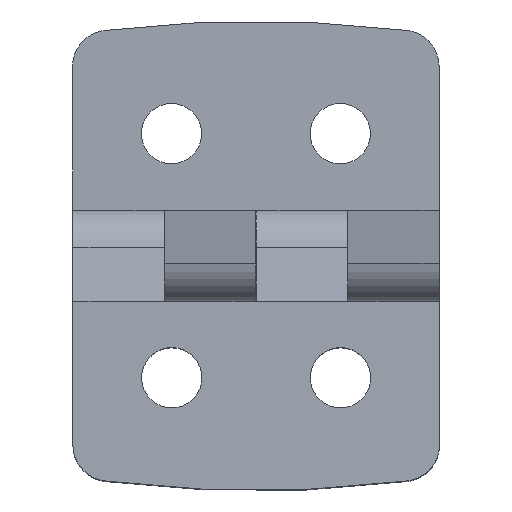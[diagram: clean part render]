
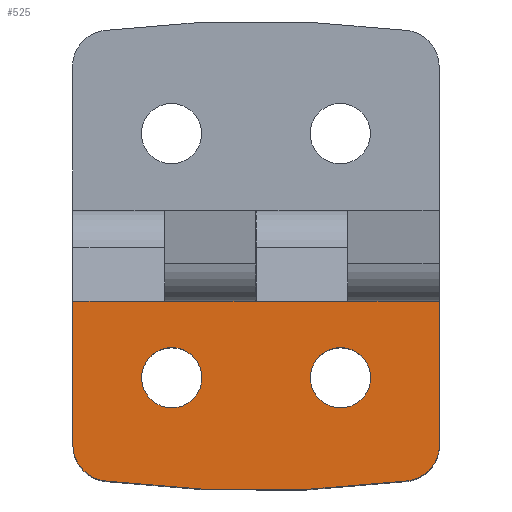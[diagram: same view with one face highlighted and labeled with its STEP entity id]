
A CAD part, front view. The second image highlights one B-rep face of the part: STEP entity #525.
In plain terms, the highlighted face is planar.
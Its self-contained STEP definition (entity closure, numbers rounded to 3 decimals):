
#51=FACE_BOUND('',#141,.T.);
#52=FACE_BOUND('',#142,.T.);
#66=CIRCLE('',#625,3.);
#69=CIRCLE('',#629,100.);
#73=CIRCLE('',#635,3.);
#74=CIRCLE('',#637,2.5);
#75=CIRCLE('',#638,2.5);
#105=FACE_OUTER_BOUND('',#140,.T.);
#140=EDGE_LOOP('',(#440,#441,#442,#443,#444,#445,#446,#447,#448));
#141=EDGE_LOOP('',(#449));
#142=EDGE_LOOP('',(#450));
#158=LINE('',#849,#196);
#162=LINE('',#856,#200);
#171=LINE('',#890,#209);
#176=LINE('',#905,#214);
#178=LINE('',#908,#216);
#184=LINE('',#922,#222);
#196=VECTOR('',#674,10.);
#200=VECTOR('',#680,10.);
#209=VECTOR('',#711,10.);
#214=VECTOR('',#726,10.);
#216=VECTOR('',#730,10.);
#222=VECTOR('',#746,10.);
#234=VERTEX_POINT('',#846);
#235=VERTEX_POINT('',#848);
#237=VERTEX_POINT('',#854);
#240=VERTEX_POINT('',#861);
#251=VERTEX_POINT('',#889);
#256=VERTEX_POINT('',#903);
#259=VERTEX_POINT('',#920);
#260=VERTEX_POINT('',#924);
#263=VERTEX_POINT('',#932);
#266=VERTEX_POINT('',#944);
#267=VERTEX_POINT('',#946);
#282=EDGE_CURVE('',#234,#235,#158,.T.);
#286=EDGE_CURVE('',#237,#234,#162,.T.);
#302=EDGE_CURVE('',#240,#251,#171,.T.);
#310=EDGE_CURVE('',#256,#240,#176,.T.);
#312=EDGE_CURVE('',#251,#237,#178,.T.);
#319=EDGE_CURVE('',#259,#256,#184,.T.);
#320=EDGE_CURVE('',#260,#259,#66,.T.);
#325=EDGE_CURVE('',#260,#263,#69,.T.);
#329=EDGE_CURVE('',#235,#263,#73,.T.);
#330=EDGE_CURVE('',#266,#266,#74,.T.);
#331=EDGE_CURVE('',#267,#267,#75,.T.);
#440=ORIENTED_EDGE('',*,*,#320,.F.);
#441=ORIENTED_EDGE('',*,*,#325,.T.);
#442=ORIENTED_EDGE('',*,*,#329,.F.);
#443=ORIENTED_EDGE('',*,*,#282,.F.);
#444=ORIENTED_EDGE('',*,*,#286,.F.);
#445=ORIENTED_EDGE('',*,*,#312,.F.);
#446=ORIENTED_EDGE('',*,*,#302,.F.);
#447=ORIENTED_EDGE('',*,*,#310,.F.);
#448=ORIENTED_EDGE('',*,*,#319,.F.);
#449=ORIENTED_EDGE('',*,*,#330,.F.);
#450=ORIENTED_EDGE('',*,*,#331,.F.);
#503=PLANE('',#636);
#525=ADVANCED_FACE('',(#105,#51,#52),#503,.F.);
#625=AXIS2_PLACEMENT_3D('',#925,#749,#750);
#629=AXIS2_PLACEMENT_3D('',#934,#759,#760);
#635=AXIS2_PLACEMENT_3D('',#942,#771,#772);
#636=AXIS2_PLACEMENT_3D('',#943,#773,#774);
#637=AXIS2_PLACEMENT_3D('',#945,#775,#776);
#638=AXIS2_PLACEMENT_3D('',#947,#777,#778);
#674=DIRECTION('',(0.,0.,1.));
#680=DIRECTION('',(-1.,0.,0.));
#711=DIRECTION('',(-1.,0.,0.));
#726=DIRECTION('',(-1.,0.,0.));
#730=DIRECTION('',(-1.,0.,0.));
#746=DIRECTION('',(0.,0.,-1.));
#749=DIRECTION('center_axis',(0.,1.,0.));
#750=DIRECTION('ref_axis',(0.75,0.,0.661));
#759=DIRECTION('center_axis',(0.,-1.,0.));
#760=DIRECTION('ref_axis',(-1.,0.,0.));
#771=DIRECTION('center_axis',(0.,1.,0.));
#772=DIRECTION('ref_axis',(-0.75,0.,0.661));
#773=DIRECTION('center_axis',(0.,1.,0.));
#774=DIRECTION('ref_axis',(0.,0.,1.));
#775=DIRECTION('center_axis',(0.,-1.,0.));
#776=DIRECTION('ref_axis',(1.,0.,0.));
#777=DIRECTION('center_axis',(0.,-1.,0.));
#778=DIRECTION('ref_axis',(1.,0.,0.));
#846=CARTESIAN_POINT('',(-15.2,0.,0.));
#848=CARTESIAN_POINT('',(-15.2,0.,11.93));
#849=CARTESIAN_POINT('',(-15.2,0.,0.));
#854=CARTESIAN_POINT('',(-7.6,0.,0.));
#856=CARTESIAN_POINT('',(15.2,0.,0.));
#861=CARTESIAN_POINT('',(7.6,0.,0.));
#889=CARTESIAN_POINT('',(0.,0.,0.));
#890=CARTESIAN_POINT('',(15.2,0.,0.));
#903=CARTESIAN_POINT('',(15.2,0.,0.));
#905=CARTESIAN_POINT('',(15.2,0.,0.));
#908=CARTESIAN_POINT('',(15.2,0.,0.));
#920=CARTESIAN_POINT('',(15.2,0.,11.93));
#922=CARTESIAN_POINT('',(15.2,0.,15.7));
#924=CARTESIAN_POINT('',(12.577,0.,14.906));
#925=CARTESIAN_POINT('Origin',(12.2,0.,11.93));
#932=CARTESIAN_POINT('',(-12.577,0.,14.906));
#934=CARTESIAN_POINT('Origin',(0.,0.,-84.3));
#942=CARTESIAN_POINT('Origin',(-12.2,0.,11.93));
#943=CARTESIAN_POINT('Origin',(0.,0.,7.85));
#944=CARTESIAN_POINT('',(4.5,0.,6.35));
#945=CARTESIAN_POINT('Origin',(7.,0.,6.35));
#946=CARTESIAN_POINT('',(-9.5,0.,6.35));
#947=CARTESIAN_POINT('Origin',(-7.,0.,6.35));
